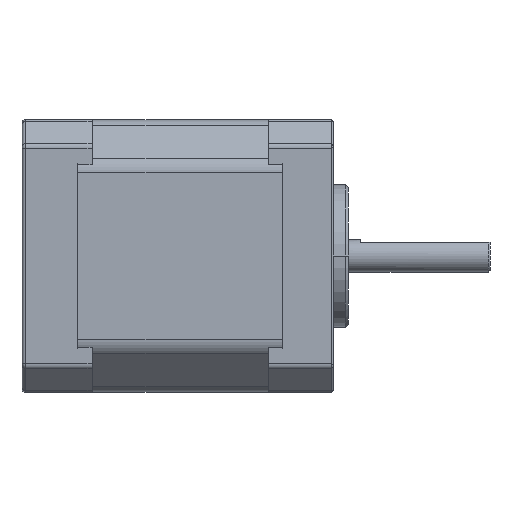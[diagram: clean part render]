
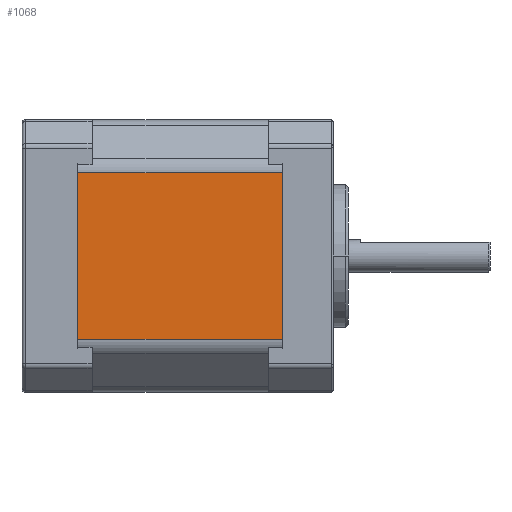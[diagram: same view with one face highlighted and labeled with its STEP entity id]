
A CAD part, left-side view. The second image highlights one B-rep face of the part: STEP entity #1068.
In plain terms, the highlighted planar face has unit normal (-1, 0, 0).
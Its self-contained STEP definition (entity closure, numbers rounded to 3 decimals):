
#395 = VECTOR ( 'NONE', #6952, 1000. ) ;
#642 = DIRECTION ( 'NONE',  ( 0., 1., 0. ) ) ;
#998 = EDGE_CURVE ( 'NONE', #6851, #1160, #2312, .T. ) ;
#1068 = ADVANCED_FACE ( 'NONE', ( #6042 ), #2079, .T. ) ;
#1160 = VERTEX_POINT ( 'NONE', #8925 ) ;
#1201 = DIRECTION ( 'NONE',  ( 0., 1., 0. ) ) ;
#1506 = CARTESIAN_POINT ( 'NONE',  ( -21., 31.55, -12.857 ) ) ;
#2079 = PLANE ( 'NONE',  #4655 ) ;
#2312 = LINE ( 'NONE', #10187, #3259 ) ;
#2586 = EDGE_LOOP ( 'NONE', ( #3260, #3570, #9277, #2631 ) ) ;
#2631 = ORIENTED_EDGE ( 'NONE', *, *, #3635, .T. ) ;
#3065 = CARTESIAN_POINT ( 'NONE',  ( -21., 0., 12.857 ) ) ;
#3259 = VECTOR ( 'NONE', #4476, 1000. ) ;
#3260 = ORIENTED_EDGE ( 'NONE', *, *, #998, .F. ) ;
#3570 = ORIENTED_EDGE ( 'NONE', *, *, #9158, .F. ) ;
#3635 = EDGE_CURVE ( 'NONE', #6129, #1160, #8069, .T. ) ;
#4476 = DIRECTION ( 'NONE',  ( 0., 0., 1. ) ) ;
#4655 = AXIS2_PLACEMENT_3D ( 'NONE', #10297, #9370, #7021 ) ;
#5554 = CARTESIAN_POINT ( 'NONE',  ( -21., 0., -12.857 ) ) ;
#5593 = CARTESIAN_POINT ( 'NONE',  ( -21., 0., -12.857 ) ) ;
#5923 = CARTESIAN_POINT ( 'NONE',  ( -21., 0., -12.857 ) ) ;
#5983 = LINE ( 'NONE', #5923, #395 ) ;
#6042 = FACE_OUTER_BOUND ( 'NONE', #2586, .T. ) ;
#6129 = VERTEX_POINT ( 'NONE', #9427 ) ;
#6242 = LINE ( 'NONE', #5593, #6787 ) ;
#6787 = VECTOR ( 'NONE', #1201, 1000. ) ;
#6851 = VERTEX_POINT ( 'NONE', #1506 ) ;
#6952 = DIRECTION ( 'NONE',  ( 0., 0., 1. ) ) ;
#7021 = DIRECTION ( 'NONE',  ( 0., 0., 1. ) ) ;
#7339 = VECTOR ( 'NONE', #642, 1000. ) ;
#8069 = LINE ( 'NONE', #3065, #7339 ) ;
#8903 = EDGE_CURVE ( 'NONE', #10260, #6129, #5983, .T. ) ;
#8925 = CARTESIAN_POINT ( 'NONE',  ( -21., 31.55, 12.857 ) ) ;
#9158 = EDGE_CURVE ( 'NONE', #10260, #6851, #6242, .T. ) ;
#9277 = ORIENTED_EDGE ( 'NONE', *, *, #8903, .T. ) ;
#9370 = DIRECTION ( 'NONE',  ( -1., 0., 0. ) ) ;
#9427 = CARTESIAN_POINT ( 'NONE',  ( -21., 0., 12.857 ) ) ;
#10187 = CARTESIAN_POINT ( 'NONE',  ( -21., 31.55, -12.857 ) ) ;
#10260 = VERTEX_POINT ( 'NONE', #5554 ) ;
#10297 = CARTESIAN_POINT ( 'NONE',  ( -21., 0., -12.857 ) ) ;
